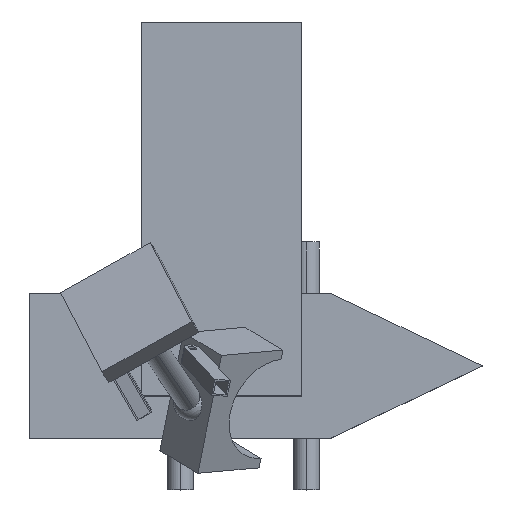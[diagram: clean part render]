
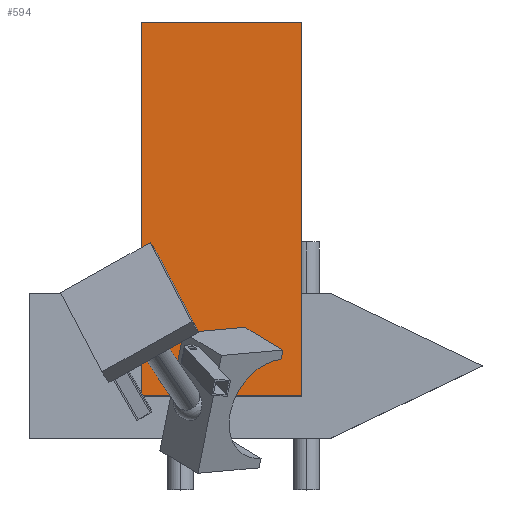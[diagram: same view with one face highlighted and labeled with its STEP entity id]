
A CAD part, top view. The second image highlights one B-rep face of the part: STEP entity #594.
In plain terms, the highlighted face is planar.
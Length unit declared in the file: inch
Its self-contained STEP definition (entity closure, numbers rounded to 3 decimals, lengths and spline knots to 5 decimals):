
#27 = CARTESIAN_POINT ( 'NONE',  ( -11.15643, -3.93701, 42.90748 ) ) ;
#195 = LINE ( 'NONE', #2032, #2383 ) ;
#413 = VERTEX_POINT ( 'NONE', #3285 ) ;
#482 = DIRECTION ( 'NONE',  ( 0., 0., -1. ) ) ;
#495 = VERTEX_POINT ( 'NONE', #1750 ) ;
#594 = ADVANCED_FACE ( 'NONE', ( #1960 ), #757, .F. ) ;
#757 = PLANE ( 'NONE',  #2098 ) ;
#799 = DIRECTION ( 'NONE',  ( 1., 0., 0. ) ) ;
#817 = VERTEX_POINT ( 'NONE', #27 ) ;
#983 = VERTEX_POINT ( 'NONE', #2230 ) ;
#985 = DIRECTION ( 'NONE',  ( 0., 0., -1. ) ) ;
#1027 = DIRECTION ( 'NONE',  ( 0., 0., 1. ) ) ;
#1145 = LINE ( 'NONE', #2333, #2412 ) ;
#1271 = VECTOR ( 'NONE', #985, 39.37008 ) ;
#1483 = DIRECTION ( 'NONE',  ( 1., 0., 0. ) ) ;
#1578 = ORIENTED_EDGE ( 'NONE', *, *, #1647, .T. ) ;
#1647 = EDGE_CURVE ( 'NONE', #817, #983, #2797, .T. ) ;
#1692 = EDGE_CURVE ( 'NONE', #817, #413, #195, .T. ) ;
#1750 = CARTESIAN_POINT ( 'NONE',  ( 7.23176, -3.93701, 0. ) ) ;
#1789 = CARTESIAN_POINT ( 'NONE',  ( -11.15643, -3.93701, 10.51417 ) ) ;
#1852 = CARTESIAN_POINT ( 'NONE',  ( -11.15643, -3.93701, 0. ) ) ;
#1960 = FACE_OUTER_BOUND ( 'NONE', #2707, .T. ) ;
#2032 = CARTESIAN_POINT ( 'NONE',  ( -11.15643, -3.93701, 42.90748 ) ) ;
#2098 = AXIS2_PLACEMENT_3D ( 'NONE', #1789, #3089, #1027 ) ;
#2190 = ORIENTED_EDGE ( 'NONE', *, *, #1692, .F. ) ;
#2230 = CARTESIAN_POINT ( 'NONE',  ( -11.15643, -3.93701, 0. ) ) ;
#2266 = EDGE_CURVE ( 'NONE', #983, #495, #2732, .T. ) ;
#2333 = CARTESIAN_POINT ( 'NONE',  ( 7.23176, -3.93701, 10.51417 ) ) ;
#2383 = VECTOR ( 'NONE', #1483, 39.37008 ) ;
#2412 = VECTOR ( 'NONE', #482, 39.37008 ) ;
#2573 = ORIENTED_EDGE ( 'NONE', *, *, #2266, .T. ) ;
#2623 = EDGE_CURVE ( 'NONE', #413, #495, #1145, .T. ) ;
#2649 = CARTESIAN_POINT ( 'NONE',  ( -11.15643, -3.93701, 10.51417 ) ) ;
#2707 = EDGE_LOOP ( 'NONE', ( #1578, #2573, #3340, #2190 ) ) ;
#2732 = LINE ( 'NONE', #1852, #2932 ) ;
#2797 = LINE ( 'NONE', #2649, #1271 ) ;
#2932 = VECTOR ( 'NONE', #799, 39.37008 ) ;
#3089 = DIRECTION ( 'NONE',  ( 0., 1., 0. ) ) ;
#3285 = CARTESIAN_POINT ( 'NONE',  ( 7.23176, -3.93701, 42.90748 ) ) ;
#3340 = ORIENTED_EDGE ( 'NONE', *, *, #2623, .F. ) ;
